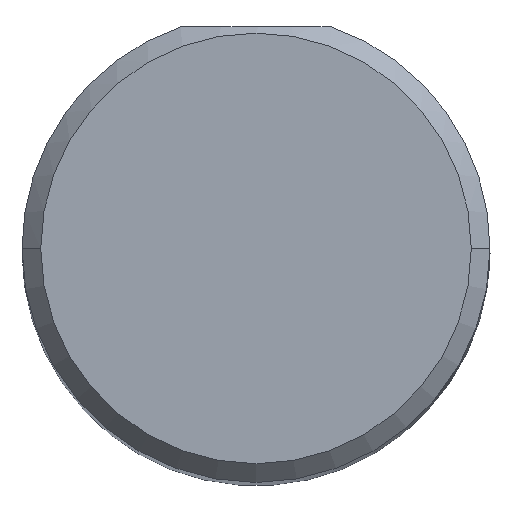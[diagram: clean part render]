
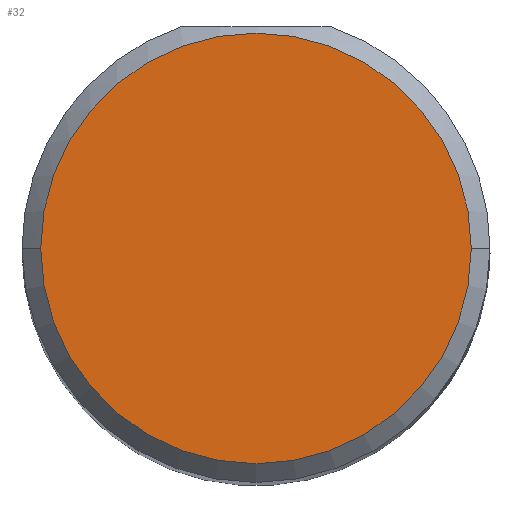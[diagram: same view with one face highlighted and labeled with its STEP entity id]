
A CAD part, top view. The second image highlights one B-rep face of the part: STEP entity #32.
In plain terms, the highlighted planar face has unit normal (0, 0, 1).
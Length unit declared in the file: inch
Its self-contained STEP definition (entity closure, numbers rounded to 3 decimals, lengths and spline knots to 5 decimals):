
#31 = DIRECTION ( 'NONE',  ( 1., 0., 0. ) ) ;
#32 = ADVANCED_FACE ( 'NONE', ( #627 ), #414, .T. ) ;
#40 = ORIENTED_EDGE ( 'NONE', *, *, #221, .T. ) ;
#56 = DIRECTION ( 'NONE',  ( 0., 0., 1. ) ) ;
#57 = EDGE_CURVE ( 'NONE', #72, #212, #78, .T. ) ;
#64 = DIRECTION ( 'NONE',  ( 1., 0., 0. ) ) ;
#72 = VERTEX_POINT ( 'NONE', #165 ) ;
#78 = CIRCLE ( 'NONE', #591, 0.1725 ) ;
#140 = EDGE_LOOP ( 'NONE', ( #492, #40 ) ) ;
#165 = CARTESIAN_POINT ( 'NONE',  ( -0.1725, 0., 2.5 ) ) ;
#212 = VERTEX_POINT ( 'NONE', #347 ) ;
#221 = EDGE_CURVE ( 'NONE', #212, #72, #603, .T. ) ;
#236 = CARTESIAN_POINT ( 'NONE',  ( 0., 0., 2.5 ) ) ;
#237 = AXIS2_PLACEMENT_3D ( 'NONE', #236, #339, #31 ) ;
#264 = CARTESIAN_POINT ( 'NONE',  ( 0., 0., 2.5 ) ) ;
#266 = DIRECTION ( 'NONE',  ( 1., 0., 0. ) ) ;
#339 = DIRECTION ( 'NONE',  ( 0., 0., 1. ) ) ;
#347 = CARTESIAN_POINT ( 'NONE',  ( 0.1725, 0., 2.5 ) ) ;
#363 = CARTESIAN_POINT ( 'NONE',  ( 0., 0., 2.5 ) ) ;
#414 = PLANE ( 'NONE',  #568 ) ;
#492 = ORIENTED_EDGE ( 'NONE', *, *, #57, .T. ) ;
#560 = DIRECTION ( 'NONE',  ( 0., 0., 1. ) ) ;
#568 = AXIS2_PLACEMENT_3D ( 'NONE', #264, #56, #64 ) ;
#591 = AXIS2_PLACEMENT_3D ( 'NONE', #363, #560, #266 ) ;
#603 = CIRCLE ( 'NONE', #237, 0.1725 ) ;
#627 = FACE_OUTER_BOUND ( 'NONE', #140, .T. ) ;
